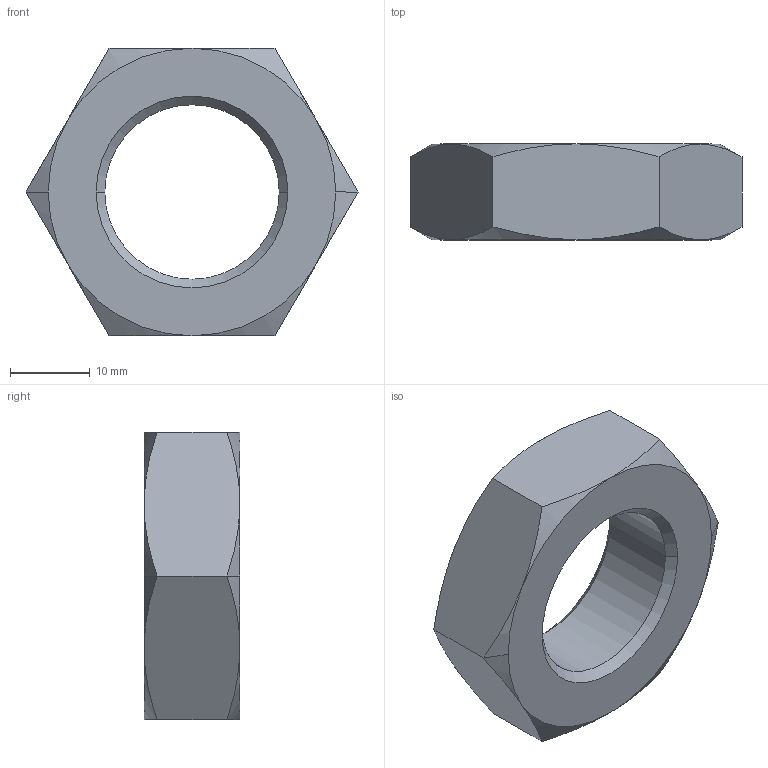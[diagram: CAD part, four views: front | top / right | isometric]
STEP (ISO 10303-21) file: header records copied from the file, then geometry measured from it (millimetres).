
FILE_DESCRIPTION(('STEP AP214'),'1');
FILE_NAME('HALDERN_EH_22120_0522.stp','2018-07-16T10:45:04',('TraceParts'),('TraceParts S.A.'),'Spatial InterOp 3D',' ',' ');
FILE_SCHEMA(('automotive_design'));
Length unit declared in the file: millimetre
Products named in the file (1): HALDERN_EH_22120_0522
Bounding box: 41.57 x 12 x 36 mm (x, y, z)
Volume: 8790.7 mm3; surface area: 3626.3 mm2
Topology: 1 solids, 1 shells, 30 faces, 64 edges, 36 vertices
Faces by surface type: cone 20, plane 8, cylinder 2
Entity records: 1076 total; most frequent: CARTESIAN_POINT 227, ORIENTED_EDGE 128, DIRECTION 126, EDGE_CURVE 64, AXIS2_PLACEMENT_3D 55, VERTEX_POINT 36, EDGE_LOOP 32, STYLED_ITEM 30
